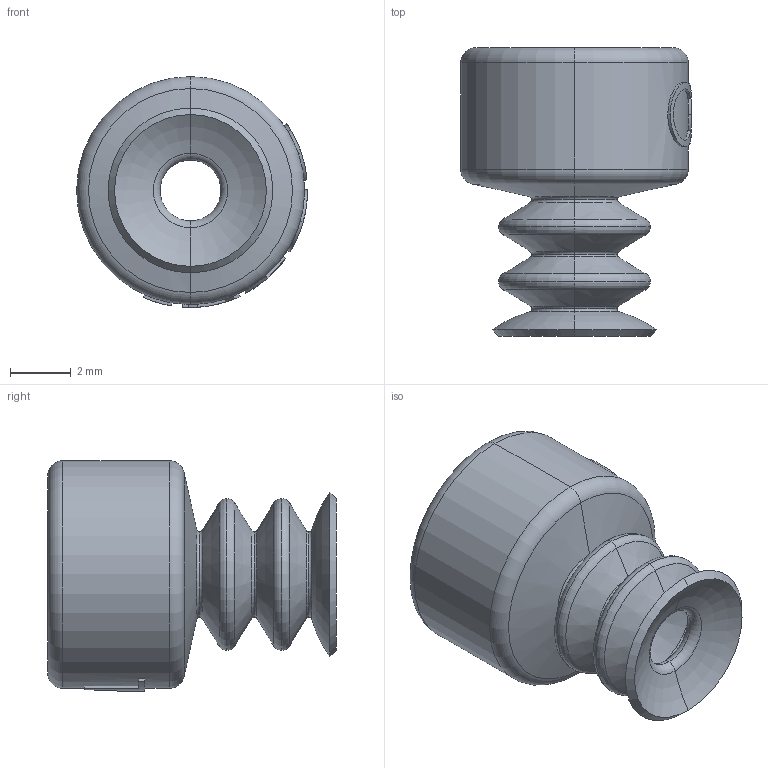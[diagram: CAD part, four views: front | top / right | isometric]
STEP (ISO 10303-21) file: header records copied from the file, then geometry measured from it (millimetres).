
FILE_DESCRIPTION(('STEP AP214'),'1');
FILE_NAME('COVAL_VSG5NBR.stp','2017-12-27T18:41:33',('TraceParts'),('TraceParts S.A.'),'Spatial InterOp 3D',' ',' ');
FILE_SCHEMA(('automotive_design'));
Length unit declared in the file: millimetre
Products named in the file (1): COVAL_VSG5NBR
Bounding box: 7.6 x 9.5 x 7.6 mm (x, y, z)
Volume: 147.6 mm3; surface area: 452.5 mm2
Topology: 1 solids, 1 shells, 130 faces, 293 edges, 172 vertices
Faces by surface type: torus 48, bspline 29, cone 20, plane 17, cylinder 16
Entity records: 8322 total; most frequent: CARTESIAN_POINT 4534, ORIENTED_EDGE 586, DIRECTION 550, EDGE_CURVE 293, AXIS2_PLACEMENT_3D 254, VERTEX_POINT 172, CIRCLE 152, EDGE_LOOP 139
